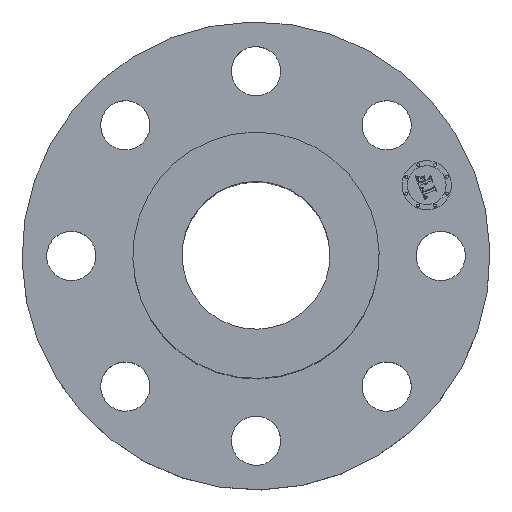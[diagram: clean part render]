
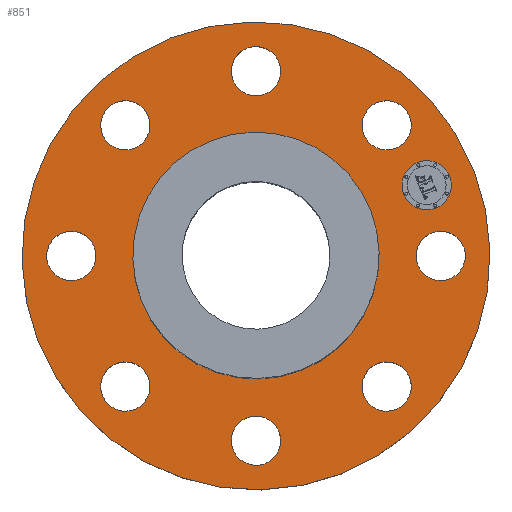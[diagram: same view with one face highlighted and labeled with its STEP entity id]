
A CAD part, top view. The second image highlights one B-rep face of the part: STEP entity #851.
In plain terms, the highlighted planar face has unit normal (0, 0, 1).
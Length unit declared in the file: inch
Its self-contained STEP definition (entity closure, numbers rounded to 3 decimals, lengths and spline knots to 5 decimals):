
#51=AXIS2_PLACEMENT_3D('Circle Axis2P3D',#49,#50,$) ;
#254=AXIS2_PLACEMENT_3D('Circle Axis2P3D',#252,#253,$) ;
#278=AXIS2_PLACEMENT_3D('Circle Axis2P3D',#276,#277,$) ;
#297=AXIS2_PLACEMENT_3D('Circle Axis2P3D',#295,#296,$) ;
#314=AXIS2_PLACEMENT_3D('Circle Axis2P3D',#312,#313,$) ;
#349=AXIS2_PLACEMENT_3D('Circle Axis2P3D',#347,#348,$) ;
#501=AXIS2_PLACEMENT_3D('Circle Axis2P3D',#499,#500,$) ;
#520=AXIS2_PLACEMENT_3D('Circle Axis2P3D',#518,#519,$) ;
#544=AXIS2_PLACEMENT_3D('Circle Axis2P3D',#542,#543,$) ;
#563=AXIS2_PLACEMENT_3D('Circle Axis2P3D',#561,#562,$) ;
#587=AXIS2_PLACEMENT_3D('Circle Axis2P3D',#585,#586,$) ;
#606=AXIS2_PLACEMENT_3D('Circle Axis2P3D',#604,#605,$) ;
#630=AXIS2_PLACEMENT_3D('Circle Axis2P3D',#628,#629,$) ;
#649=AXIS2_PLACEMENT_3D('Circle Axis2P3D',#647,#648,$) ;
#673=AXIS2_PLACEMENT_3D('Circle Axis2P3D',#671,#672,$) ;
#692=AXIS2_PLACEMENT_3D('Circle Axis2P3D',#690,#691,$) ;
#716=AXIS2_PLACEMENT_3D('Circle Axis2P3D',#714,#715,$) ;
#735=AXIS2_PLACEMENT_3D('Circle Axis2P3D',#733,#734,$) ;
#759=AXIS2_PLACEMENT_3D('Circle Axis2P3D',#757,#758,$) ;
#778=AXIS2_PLACEMENT_3D('Circle Axis2P3D',#776,#777,$) ;
#791=AXIS2_PLACEMENT_3D('Plane Axis2P3D',#788,#789,#790) ;
#835=AXIS2_PLACEMENT_3D('Circle Axis2P3D',#833,#834,$) ;
#844=AXIS2_PLACEMENT_3D('Circle Axis2P3D',#842,#843,$) ;
#44=CARTESIAN_POINT('Vertex',(3.31121,-0.23971,1.5)) ;
#49=CARTESIAN_POINT('Axis2P3D Location',(3.75,0.,1.5)) ;
#53=CARTESIAN_POINT('Vertex',(4.18879,0.23971,1.5)) ;
#252=CARTESIAN_POINT('Axis2P3D Location',(3.75,0.,1.5)) ;
#273=CARTESIAN_POINT('Vertex',(-2.27727,-4.16852,1.5)) ;
#276=CARTESIAN_POINT('Axis2P3D Location',(0.,0.,1.5)) ;
#280=CARTESIAN_POINT('Vertex',(2.27727,4.16852,1.5)) ;
#295=CARTESIAN_POINT('Axis2P3D Location',(0.,0.,1.5)) ;
#312=CARTESIAN_POINT('Axis2P3D Location',(0.,0.,1.5)) ;
#316=CARTESIAN_POINT('Vertex',(1.19856,2.19396,1.5)) ;
#318=CARTESIAN_POINT('Vertex',(-1.19856,-2.19396,1.5)) ;
#347=CARTESIAN_POINT('Axis2P3D Location',(0.,0.,1.5)) ;
#496=CARTESIAN_POINT('Vertex',(2.17188,-2.51088,1.5)) ;
#499=CARTESIAN_POINT('Axis2P3D Location',(2.65165,-2.65165,1.5)) ;
#503=CARTESIAN_POINT('Vertex',(3.13143,-2.79242,1.5)) ;
#518=CARTESIAN_POINT('Axis2P3D Location',(2.65165,-2.65165,1.5)) ;
#539=CARTESIAN_POINT('Vertex',(-0.23971,-3.31121,1.5)) ;
#542=CARTESIAN_POINT('Axis2P3D Location',(0.,-3.75,1.5)) ;
#546=CARTESIAN_POINT('Vertex',(0.23971,-4.18879,1.5)) ;
#561=CARTESIAN_POINT('Axis2P3D Location',(0.,-3.75,1.5)) ;
#582=CARTESIAN_POINT('Vertex',(-2.51088,-2.17188,1.5)) ;
#585=CARTESIAN_POINT('Axis2P3D Location',(-2.65165,-2.65165,1.5)) ;
#589=CARTESIAN_POINT('Vertex',(-2.79242,-3.13143,1.5)) ;
#604=CARTESIAN_POINT('Axis2P3D Location',(-2.65165,-2.65165,1.5)) ;
#625=CARTESIAN_POINT('Vertex',(-3.31121,0.23971,1.5)) ;
#628=CARTESIAN_POINT('Axis2P3D Location',(-3.75,0.,1.5)) ;
#632=CARTESIAN_POINT('Vertex',(-4.18879,-0.23971,1.5)) ;
#647=CARTESIAN_POINT('Axis2P3D Location',(-3.75,0.,1.5)) ;
#668=CARTESIAN_POINT('Vertex',(-2.17188,2.51088,1.5)) ;
#671=CARTESIAN_POINT('Axis2P3D Location',(-2.65165,2.65165,1.5)) ;
#675=CARTESIAN_POINT('Vertex',(-3.13143,2.79242,1.5)) ;
#690=CARTESIAN_POINT('Axis2P3D Location',(-2.65165,2.65165,1.5)) ;
#711=CARTESIAN_POINT('Vertex',(0.23971,3.31121,1.5)) ;
#714=CARTESIAN_POINT('Axis2P3D Location',(0.,3.75,1.5)) ;
#718=CARTESIAN_POINT('Vertex',(-0.23971,4.18879,1.5)) ;
#733=CARTESIAN_POINT('Axis2P3D Location',(0.,3.75,1.5)) ;
#754=CARTESIAN_POINT('Vertex',(2.51088,2.17188,1.5)) ;
#757=CARTESIAN_POINT('Axis2P3D Location',(2.65165,2.65165,1.5)) ;
#761=CARTESIAN_POINT('Vertex',(2.79242,3.13143,1.5)) ;
#776=CARTESIAN_POINT('Axis2P3D Location',(2.65165,2.65165,1.5)) ;
#788=CARTESIAN_POINT('Axis2P3D Location',(0.,4.75,1.5)) ;
#833=CARTESIAN_POINT('Axis2P3D Location',(3.46455,1.43506,1.5)) ;
#837=CARTESIAN_POINT('Vertex',(3.65589,0.97312,1.5)) ;
#839=CARTESIAN_POINT('Vertex',(3.27321,1.897,1.5)) ;
#842=CARTESIAN_POINT('Axis2P3D Location',(3.46455,1.43506,1.5)) ;
#50=DIRECTION('Axis2P3D Direction',(0.,-0.,0.039)) ;
#253=DIRECTION('Axis2P3D Direction',(0.,-0.,0.039)) ;
#277=DIRECTION('Axis2P3D Direction',(0.,0.,-0.039)) ;
#296=DIRECTION('Axis2P3D Direction',(0.,0.,-0.039)) ;
#313=DIRECTION('Axis2P3D Direction',(0.,0.,-0.039)) ;
#348=DIRECTION('Axis2P3D Direction',(0.,0.,-0.039)) ;
#500=DIRECTION('Axis2P3D Direction',(-0.,0.,0.039)) ;
#519=DIRECTION('Axis2P3D Direction',(-0.,0.,0.039)) ;
#543=DIRECTION('Axis2P3D Direction',(-0.,0.,0.039)) ;
#562=DIRECTION('Axis2P3D Direction',(-0.,0.,0.039)) ;
#586=DIRECTION('Axis2P3D Direction',(0.,0.,0.039)) ;
#605=DIRECTION('Axis2P3D Direction',(0.,0.,0.039)) ;
#629=DIRECTION('Axis2P3D Direction',(0.,0.,0.039)) ;
#648=DIRECTION('Axis2P3D Direction',(0.,0.,0.039)) ;
#672=DIRECTION('Axis2P3D Direction',(0.,0.,0.039)) ;
#691=DIRECTION('Axis2P3D Direction',(0.,0.,0.039)) ;
#715=DIRECTION('Axis2P3D Direction',(0.,0.,0.039)) ;
#734=DIRECTION('Axis2P3D Direction',(0.,0.,0.039)) ;
#758=DIRECTION('Axis2P3D Direction',(0.,-0.,0.039)) ;
#777=DIRECTION('Axis2P3D Direction',(0.,-0.,0.039)) ;
#789=DIRECTION('Axis2P3D Direction',(0.,0.,-0.039)) ;
#790=DIRECTION('Axis2P3D XDirection',(0.039,0.,0.)) ;
#834=DIRECTION('Axis2P3D Direction',(0.,0.,-0.039)) ;
#843=DIRECTION('Axis2P3D Direction',(0.,0.,-0.039)) ;
#794=ORIENTED_EDGE('',*,*,#299,.F.) ;
#795=ORIENTED_EDGE('',*,*,#282,.F.) ;
#798=ORIENTED_EDGE('',*,*,#55,.T.) ;
#799=ORIENTED_EDGE('',*,*,#256,.T.) ;
#802=ORIENTED_EDGE('',*,*,#351,.T.) ;
#803=ORIENTED_EDGE('',*,*,#320,.T.) ;
#806=ORIENTED_EDGE('',*,*,#522,.T.) ;
#807=ORIENTED_EDGE('',*,*,#505,.T.) ;
#810=ORIENTED_EDGE('',*,*,#565,.T.) ;
#811=ORIENTED_EDGE('',*,*,#548,.T.) ;
#814=ORIENTED_EDGE('',*,*,#608,.T.) ;
#815=ORIENTED_EDGE('',*,*,#591,.T.) ;
#818=ORIENTED_EDGE('',*,*,#651,.T.) ;
#819=ORIENTED_EDGE('',*,*,#634,.T.) ;
#822=ORIENTED_EDGE('',*,*,#694,.T.) ;
#823=ORIENTED_EDGE('',*,*,#677,.T.) ;
#826=ORIENTED_EDGE('',*,*,#737,.T.) ;
#827=ORIENTED_EDGE('',*,*,#720,.T.) ;
#830=ORIENTED_EDGE('',*,*,#780,.T.) ;
#831=ORIENTED_EDGE('',*,*,#763,.T.) ;
#848=ORIENTED_EDGE('',*,*,#841,.F.) ;
#849=ORIENTED_EDGE('',*,*,#846,.F.) ;
#800=FACE_BOUND('',#797,.T.) ;
#804=FACE_BOUND('',#801,.T.) ;
#808=FACE_BOUND('',#805,.T.) ;
#812=FACE_BOUND('',#809,.T.) ;
#816=FACE_BOUND('',#813,.T.) ;
#820=FACE_BOUND('',#817,.T.) ;
#824=FACE_BOUND('',#821,.T.) ;
#828=FACE_BOUND('',#825,.T.) ;
#832=FACE_BOUND('',#829,.T.) ;
#850=FACE_BOUND('',#847,.T.) ;
#851=ADVANCED_FACE('PartBody',(#796,#800,#804,#808,#812,#816,#820,#824,#828,#832,#850),#792,.F.) ;
#52=CIRCLE('generated circle',#51,0.5) ;
#255=CIRCLE('generated circle',#254,0.5) ;
#279=CIRCLE('generated circle',#278,4.75) ;
#298=CIRCLE('generated circle',#297,4.75) ;
#315=CIRCLE('generated circle',#314,2.5) ;
#350=CIRCLE('generated circle',#349,2.5) ;
#502=CIRCLE('generated circle',#501,0.5) ;
#521=CIRCLE('generated circle',#520,0.5) ;
#545=CIRCLE('generated circle',#544,0.5) ;
#564=CIRCLE('generated circle',#563,0.5) ;
#588=CIRCLE('generated circle',#587,0.5) ;
#607=CIRCLE('generated circle',#606,0.5) ;
#631=CIRCLE('generated circle',#630,0.5) ;
#650=CIRCLE('generated circle',#649,0.5) ;
#674=CIRCLE('generated circle',#673,0.5) ;
#693=CIRCLE('generated circle',#692,0.5) ;
#717=CIRCLE('generated circle',#716,0.5) ;
#736=CIRCLE('generated circle',#735,0.5) ;
#760=CIRCLE('generated circle',#759,0.5) ;
#779=CIRCLE('generated circle',#778,0.5) ;
#836=CIRCLE('generated circle',#835,0.5) ;
#845=CIRCLE('generated circle',#844,0.5) ;
#55=EDGE_CURVE('',#54,#45,#52,.F.) ;
#256=EDGE_CURVE('',#45,#54,#255,.F.) ;
#282=EDGE_CURVE('',#274,#281,#279,.T.) ;
#299=EDGE_CURVE('',#281,#274,#298,.T.) ;
#320=EDGE_CURVE('',#317,#319,#315,.T.) ;
#351=EDGE_CURVE('',#319,#317,#350,.T.) ;
#505=EDGE_CURVE('',#504,#497,#502,.F.) ;
#522=EDGE_CURVE('',#497,#504,#521,.F.) ;
#548=EDGE_CURVE('',#547,#540,#545,.F.) ;
#565=EDGE_CURVE('',#540,#547,#564,.F.) ;
#591=EDGE_CURVE('',#590,#583,#588,.F.) ;
#608=EDGE_CURVE('',#583,#590,#607,.F.) ;
#634=EDGE_CURVE('',#633,#626,#631,.F.) ;
#651=EDGE_CURVE('',#626,#633,#650,.F.) ;
#677=EDGE_CURVE('',#676,#669,#674,.F.) ;
#694=EDGE_CURVE('',#669,#676,#693,.F.) ;
#720=EDGE_CURVE('',#719,#712,#717,.F.) ;
#737=EDGE_CURVE('',#712,#719,#736,.F.) ;
#763=EDGE_CURVE('',#762,#755,#760,.F.) ;
#780=EDGE_CURVE('',#755,#762,#779,.F.) ;
#841=EDGE_CURVE('',#838,#840,#836,.F.) ;
#846=EDGE_CURVE('',#840,#838,#845,.F.) ;
#793=EDGE_LOOP('',(#794,#795)) ;
#797=EDGE_LOOP('',(#798,#799)) ;
#801=EDGE_LOOP('',(#802,#803)) ;
#805=EDGE_LOOP('',(#806,#807)) ;
#809=EDGE_LOOP('',(#810,#811)) ;
#813=EDGE_LOOP('',(#814,#815)) ;
#817=EDGE_LOOP('',(#818,#819)) ;
#821=EDGE_LOOP('',(#822,#823)) ;
#825=EDGE_LOOP('',(#826,#827)) ;
#829=EDGE_LOOP('',(#830,#831)) ;
#847=EDGE_LOOP('',(#848,#849)) ;
#796=FACE_OUTER_BOUND('',#793,.T.) ;
#792=PLANE('',#791) ;
#45=VERTEX_POINT('',#44) ;
#54=VERTEX_POINT('',#53) ;
#274=VERTEX_POINT('',#273) ;
#281=VERTEX_POINT('',#280) ;
#317=VERTEX_POINT('',#316) ;
#319=VERTEX_POINT('',#318) ;
#497=VERTEX_POINT('',#496) ;
#504=VERTEX_POINT('',#503) ;
#540=VERTEX_POINT('',#539) ;
#547=VERTEX_POINT('',#546) ;
#583=VERTEX_POINT('',#582) ;
#590=VERTEX_POINT('',#589) ;
#626=VERTEX_POINT('',#625) ;
#633=VERTEX_POINT('',#632) ;
#669=VERTEX_POINT('',#668) ;
#676=VERTEX_POINT('',#675) ;
#712=VERTEX_POINT('',#711) ;
#719=VERTEX_POINT('',#718) ;
#755=VERTEX_POINT('',#754) ;
#762=VERTEX_POINT('',#761) ;
#838=VERTEX_POINT('',#837) ;
#840=VERTEX_POINT('',#839) ;
